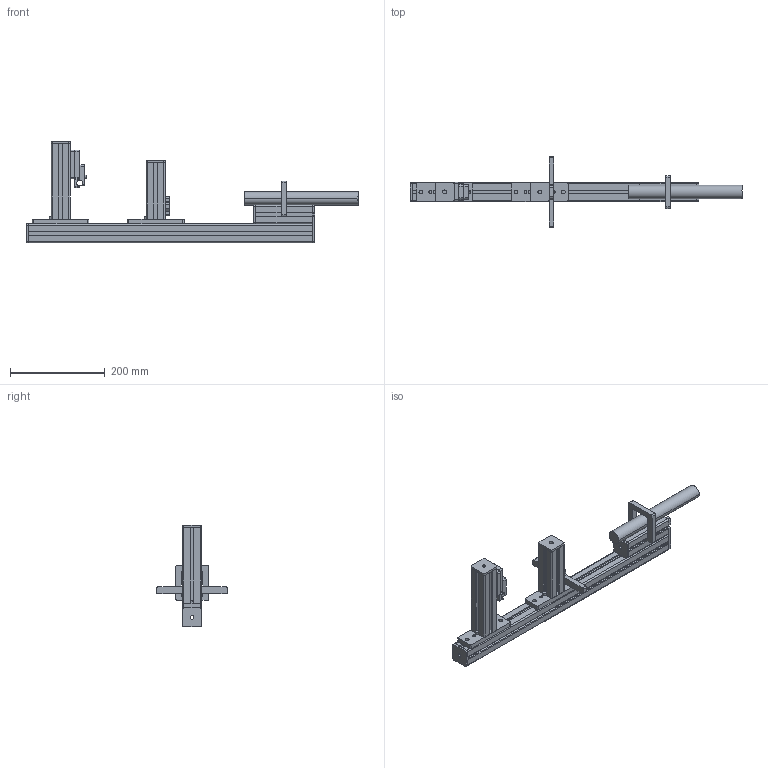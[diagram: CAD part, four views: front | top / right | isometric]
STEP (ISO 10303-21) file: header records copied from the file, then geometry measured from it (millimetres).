
FILE_DESCRIPTION(/* description */ (''),/* implementation_level */ '2;1');
FILE_NAME(/* name */ 'ForkJigV2',/* time_stamp */ '2026-04-08T09:07:40+03:00',/* author */ (''),/* organization */ (''),/* preprocessor_version */ 'ST-DEVELOPER v16.5',/* originating_system */ 'Rhino 7.38',/* authorisation */ '');
FILE_SCHEMA (('CONFIG_CONTROL_DESIGN'));
Length unit declared in the file: millimetre
Products named in the file (1): Document
Bounding box: 701 x 150 x 215 mm (x, y, z)
Volume: 1078199.2 mm3; surface area: 548195.4 mm2
Topology: 27 solids, 27 shells, 650 faces, 1769 edges, 1174 vertices
Faces by surface type: plane 345, cylinder 299, bspline 6
Entity records: 18238 total; most frequent: CARTESIAN_POINT 6824, ORIENTED_EDGE 3522, EDGE_CURVE 1761, VERTEX_POINT 1174, EDGE_LOOP 761, B_SPLINE_CURVE_WITH_KNOTS 709, ADVANCED_FACE 650, FACE_OUTER_BOUND 650
